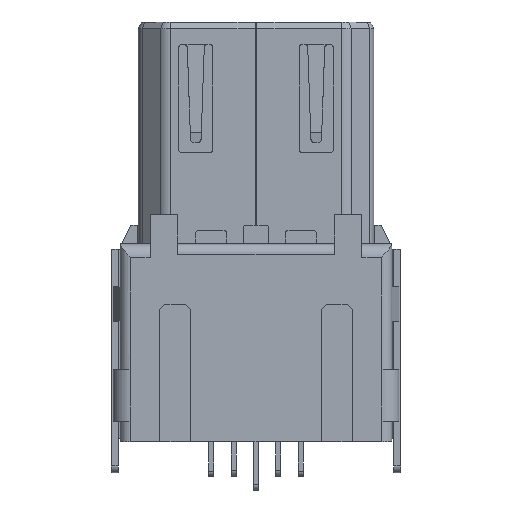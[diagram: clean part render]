
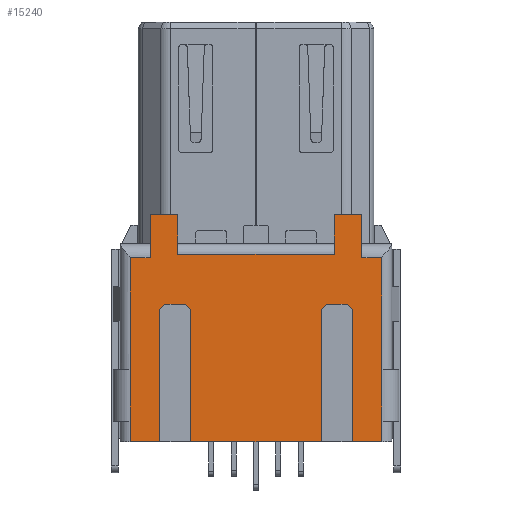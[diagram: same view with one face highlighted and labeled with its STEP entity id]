
A CAD part, front view. The second image highlights one B-rep face of the part: STEP entity #15240.
In plain terms, the highlighted planar face has unit normal (0, -1, 0).
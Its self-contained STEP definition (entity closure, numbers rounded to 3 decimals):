
#12610=CARTESIAN_POINT('',(-3.65,-2.05,-1.251));
#12620=VERTEX_POINT('',#12610);
#12890=CARTESIAN_POINT('',(-3.075,-2.05,-1.251));
#12900=VERTEX_POINT('',#12890);
#12930=CARTESIAN_POINT('',(-3.95,-2.05,-1.251));
#12940=DIRECTION('',(1.,0.,0.));
#12950=VECTOR('',#12940,1.);
#12960=LINE('',#12930,#12950);
#12970=EDGE_CURVE('',#12620,#12900,#12960,.T.);
#13020=CARTESIAN_POINT('',(0.,-2.05,-3.3));
#13030=DIRECTION('',(-0.,1.,0.));
#13040=DIRECTION('',(1.,0.,0.));
#13050=AXIS2_PLACEMENT_3D('',#13020,#13030,#13040);
#13060=PLANE('',#13050);
#13070=ORIENTED_EDGE('',*,*,#12970,.F.);
#13080=CARTESIAN_POINT('',(-3.075,-2.05,-0.3));
#13090=DIRECTION('',(0.,0.,-1.));
#13100=VECTOR('',#13090,1.);
#13110=LINE('',#13080,#13100);
#13120=CARTESIAN_POINT('',(-3.075,-2.05,0.));
#13130=VERTEX_POINT('',#13120);
#13140=EDGE_CURVE('',#13130,#12900,#13110,.T.);
#13150=ORIENTED_EDGE('',*,*,#13140,.T.);
#13160=CARTESIAN_POINT('',(-3.075,-2.05,0.));
#13170=DIRECTION('',(1.,0.,0.));
#13180=VECTOR('',#13170,1.);
#13190=LINE('',#13160,#13180);
#13200=CARTESIAN_POINT('',(-2.275,-2.05,0.));
#13210=VERTEX_POINT('',#13200);
#13220=EDGE_CURVE('',#13130,#13210,#13190,.T.);
#13230=ORIENTED_EDGE('',*,*,#13220,.F.);
#13240=CARTESIAN_POINT('',(-2.275,-2.05,-1.15));
#13250=DIRECTION('',(0.,0.,1.));
#13260=VECTOR('',#13250,1.);
#13270=LINE('',#13240,#13260);
#13280=CARTESIAN_POINT('',(-2.275,-2.05,-1.15));
#13290=VERTEX_POINT('',#13280);
#13300=EDGE_CURVE('',#13290,#13210,#13270,.T.);
#13310=ORIENTED_EDGE('',*,*,#13300,.T.);
#13320=CARTESIAN_POINT('',(2.275,-2.05,-1.15));
#13330=DIRECTION('',(-1.,0.,0.));
#13340=VECTOR('',#13330,1.);
#13350=LINE('',#13320,#13340);
#13360=CARTESIAN_POINT('',(2.275,-2.05,-1.15));
#13370=VERTEX_POINT('',#13360);
#13380=EDGE_CURVE('',#13370,#13290,#13350,.T.);
#13390=ORIENTED_EDGE('',*,*,#13380,.T.);
#13400=CARTESIAN_POINT('',(2.275,-2.05,-0.3));
#13410=DIRECTION('',(0.,0.,-1.));
#13420=VECTOR('',#13410,1.);
#13430=LINE('',#13400,#13420);
#13440=CARTESIAN_POINT('',(2.275,-2.05,0.));
#13450=VERTEX_POINT('',#13440);
#13460=EDGE_CURVE('',#13450,#13370,#13430,.T.);
#13470=ORIENTED_EDGE('',*,*,#13460,.T.);
#13480=CARTESIAN_POINT('',(2.275,-2.05,0.));
#13490=DIRECTION('',(1.,0.,0.));
#13500=VECTOR('',#13490,1.);
#13510=LINE('',#13480,#13500);
#13520=CARTESIAN_POINT('',(3.075,-2.05,0.));
#13530=VERTEX_POINT('',#13520);
#13540=EDGE_CURVE('',#13450,#13530,#13510,.T.);
#13550=ORIENTED_EDGE('',*,*,#13540,.F.);
#13560=CARTESIAN_POINT('',(3.075,-2.05,-1.25));
#13570=DIRECTION('',(0.,0.,1.));
#13580=VECTOR('',#13570,1.);
#13590=LINE('',#13560,#13580);
#13600=CARTESIAN_POINT('',(3.075,-2.05,-1.25));
#13610=VERTEX_POINT('',#13600);
#13620=EDGE_CURVE('',#13610,#13530,#13590,.T.);
#13630=ORIENTED_EDGE('',*,*,#13620,.T.);
#13640=CARTESIAN_POINT('',(3.95,-2.05,-1.25));
#13650=DIRECTION('',(-1.,0.,0.));
#13660=VECTOR('',#13650,1.);
#13670=LINE('',#13640,#13660);
#13680=CARTESIAN_POINT('',(3.65,-2.05,-1.25));
#13690=VERTEX_POINT('',#13680);
#13700=EDGE_CURVE('',#13690,#13610,#13670,.T.);
#13710=ORIENTED_EDGE('',*,*,#13700,.T.);
#13720=CARTESIAN_POINT('',(3.65,-2.05,-1.25));
#13730=DIRECTION('',(0.,0.,-1.));
#13740=VECTOR('',#13730,1.);
#13750=LINE('',#13720,#13740);
#13760=CARTESIAN_POINT('',(3.65,-2.05,-4.5));
#13770=VERTEX_POINT('',#13760);
#13780=EDGE_CURVE('',#13690,#13770,#13750,.T.);
#13790=ORIENTED_EDGE('',*,*,#13780,.F.);
#13800=CARTESIAN_POINT('',(3.65,-2.05,-4.5));
#13810=DIRECTION('',(0.,0.,-1.));
#13820=VECTOR('',#13810,1.);
#13830=LINE('',#13800,#13820);
#13840=CARTESIAN_POINT('',(3.65,-2.05,-6.));
#13850=VERTEX_POINT('',#13840);
#13860=EDGE_CURVE('',#13770,#13850,#13830,.T.);
#13870=ORIENTED_EDGE('',*,*,#13860,.F.);
#13880=CARTESIAN_POINT('',(3.65,-2.05,-6.));
#13890=DIRECTION('',(0.,0.,-1.));
#13900=VECTOR('',#13890,1.);
#13910=LINE('',#13880,#13900);
#13920=CARTESIAN_POINT('',(3.65,-2.05,-6.6));
#13930=VERTEX_POINT('',#13920);
#13940=EDGE_CURVE('',#13850,#13930,#13910,.T.);
#13950=ORIENTED_EDGE('',*,*,#13940,.F.);
#13960=CARTESIAN_POINT('',(3.65,-2.05,-6.6));
#13970=DIRECTION('',(-1.,0.,0.));
#13980=VECTOR('',#13970,1.);
#13990=LINE('',#13960,#13980);
#14000=CARTESIAN_POINT('',(2.8,-2.05,-6.6));
#14010=VERTEX_POINT('',#14000);
#14020=EDGE_CURVE('',#13930,#14010,#13990,.T.);
#14030=ORIENTED_EDGE('',*,*,#14020,.F.);
#14040=CARTESIAN_POINT('',(2.8,-2.05,-2.75));
#14050=DIRECTION('',(0.,0.,-1.));
#14060=VECTOR('',#14050,1.);
#14070=LINE('',#14040,#14060);
#14080=CARTESIAN_POINT('',(2.8,-2.05,-2.75));
#14090=VERTEX_POINT('',#14080);
#14100=EDGE_CURVE('',#14090,#14010,#14070,.T.);
#14110=ORIENTED_EDGE('',*,*,#14100,.T.);
#14120=CARTESIAN_POINT('',(2.8,-2.05,-2.75));
#14130=DIRECTION('',(-0.707,0.,0.707));
#14140=VECTOR('',#14130,1.);
#14150=LINE('',#14120,#14140);
#14160=CARTESIAN_POINT('',(2.65,-2.05,-2.6));
#14170=VERTEX_POINT('',#14160);
#14180=EDGE_CURVE('',#14090,#14170,#14150,.T.);
#14190=ORIENTED_EDGE('',*,*,#14180,.F.);
#14200=CARTESIAN_POINT('',(2.05,-2.05,-2.6));
#14210=DIRECTION('',(1.,0.,0.));
#14220=VECTOR('',#14210,1.);
#14230=LINE('',#14200,#14220);
#14240=CARTESIAN_POINT('',(2.05,-2.05,-2.6));
#14250=VERTEX_POINT('',#14240);
#14260=EDGE_CURVE('',#14250,#14170,#14230,.T.);
#14270=ORIENTED_EDGE('',*,*,#14260,.T.);
#14280=CARTESIAN_POINT('',(2.05,-2.05,-2.6));
#14290=DIRECTION('',(-0.707,0.,-0.707));
#14300=VECTOR('',#14290,1.);
#14310=LINE('',#14280,#14300);
#14320=CARTESIAN_POINT('',(1.9,-2.05,-2.75));
#14330=VERTEX_POINT('',#14320);
#14340=EDGE_CURVE('',#14250,#14330,#14310,.T.);
#14350=ORIENTED_EDGE('',*,*,#14340,.F.);
#14360=CARTESIAN_POINT('',(1.9,-2.05,-6.6));
#14370=DIRECTION('',(0.,0.,1.));
#14380=VECTOR('',#14370,1.);
#14390=LINE('',#14360,#14380);
#14400=CARTESIAN_POINT('',(1.9,-2.05,-6.6));
#14410=VERTEX_POINT('',#14400);
#14420=EDGE_CURVE('',#14410,#14330,#14390,.T.);
#14430=ORIENTED_EDGE('',*,*,#14420,.T.);
#14440=CARTESIAN_POINT('',(1.9,-2.05,-6.6));
#14450=DIRECTION('',(-1.,0.,0.));
#14460=VECTOR('',#14450,1.);
#14470=LINE('',#14440,#14460);
#14480=CARTESIAN_POINT('',(-1.9,-2.05,-6.6));
#14490=VERTEX_POINT('',#14480);
#14500=EDGE_CURVE('',#14410,#14490,#14470,.T.);
#14510=ORIENTED_EDGE('',*,*,#14500,.F.);
#14520=CARTESIAN_POINT('',(-1.9,-2.05,-2.75));
#14530=DIRECTION('',(0.,0.,-1.));
#14540=VECTOR('',#14530,1.);
#14550=LINE('',#14520,#14540);
#14560=CARTESIAN_POINT('',(-1.9,-2.05,-2.75));
#14570=VERTEX_POINT('',#14560);
#14580=EDGE_CURVE('',#14570,#14490,#14550,.T.);
#14590=ORIENTED_EDGE('',*,*,#14580,.T.);
#14600=CARTESIAN_POINT('',(-1.9,-2.05,-2.75));
#14610=DIRECTION('',(-0.707,0.,0.707));
#14620=VECTOR('',#14610,1.);
#14630=LINE('',#14600,#14620);
#14640=CARTESIAN_POINT('',(-2.05,-2.05,-2.6));
#14650=VERTEX_POINT('',#14640);
#14660=EDGE_CURVE('',#14570,#14650,#14630,.T.);
#14670=ORIENTED_EDGE('',*,*,#14660,.F.);
#14680=CARTESIAN_POINT('',(-2.65,-2.05,-2.6));
#14690=DIRECTION('',(1.,0.,0.));
#14700=VECTOR('',#14690,1.);
#14710=LINE('',#14680,#14700);
#14720=CARTESIAN_POINT('',(-2.65,-2.05,-2.6));
#14730=VERTEX_POINT('',#14720);
#14740=EDGE_CURVE('',#14730,#14650,#14710,.T.);
#14750=ORIENTED_EDGE('',*,*,#14740,.T.);
#14760=CARTESIAN_POINT('',(-2.65,-2.05,-2.6));
#14770=DIRECTION('',(-0.707,0.,-0.707));
#14780=VECTOR('',#14770,1.);
#14790=LINE('',#14760,#14780);
#14800=CARTESIAN_POINT('',(-2.8,-2.05,-2.75));
#14810=VERTEX_POINT('',#14800);
#14820=EDGE_CURVE('',#14730,#14810,#14790,.T.);
#14830=ORIENTED_EDGE('',*,*,#14820,.F.);
#14840=CARTESIAN_POINT('',(-2.8,-2.05,-6.6));
#14850=DIRECTION('',(0.,0.,1.));
#14860=VECTOR('',#14850,1.);
#14870=LINE('',#14840,#14860);
#14880=CARTESIAN_POINT('',(-2.8,-2.05,-6.6));
#14890=VERTEX_POINT('',#14880);
#14900=EDGE_CURVE('',#14890,#14810,#14870,.T.);
#14910=ORIENTED_EDGE('',*,*,#14900,.T.);
#14920=CARTESIAN_POINT('',(-2.8,-2.05,-6.6));
#14930=DIRECTION('',(-1.,0.,0.));
#14940=VECTOR('',#14930,1.);
#14950=LINE('',#14920,#14940);
#14960=CARTESIAN_POINT('',(-3.65,-2.05,-6.6));
#14970=VERTEX_POINT('',#14960);
#14980=EDGE_CURVE('',#14890,#14970,#14950,.T.);
#14990=ORIENTED_EDGE('',*,*,#14980,.F.);
#15000=CARTESIAN_POINT('',(-3.65,-2.05,-6.6));
#15010=DIRECTION('',(0.,0.,1.));
#15020=VECTOR('',#15010,1.);
#15030=LINE('',#15000,#15020);
#15040=CARTESIAN_POINT('',(-3.65,-2.05,-6.));
#15050=VERTEX_POINT('',#15040);
#15060=EDGE_CURVE('',#14970,#15050,#15030,.T.);
#15070=ORIENTED_EDGE('',*,*,#15060,.F.);
#15080=CARTESIAN_POINT('',(-3.65,-2.05,-6.));
#15090=DIRECTION('',(0.,0.,1.));
#15100=VECTOR('',#15090,1.);
#15110=LINE('',#15080,#15100);
#15120=CARTESIAN_POINT('',(-3.65,-2.05,-4.5));
#15130=VERTEX_POINT('',#15120);
#15140=EDGE_CURVE('',#15050,#15130,#15110,.T.);
#15150=ORIENTED_EDGE('',*,*,#15140,.F.);
#15160=CARTESIAN_POINT('',(-3.65,-2.05,-4.5));
#15170=DIRECTION('',(0.,0.,1.));
#15180=VECTOR('',#15170,1.);
#15190=LINE('',#15160,#15180);
#15200=EDGE_CURVE('',#15130,#12620,#15190,.T.);
#15210=ORIENTED_EDGE('',*,*,#15200,.F.);
#15220=EDGE_LOOP('',(#15210,#15150,#15070,#14990,#14910,#14830,#14750,
#14670,#14590,#14510,#14430,#14350,#14270,#14190,#14110,#14030,#13950,
#13870,#13790,#13710,#13630,#13550,#13470,#13390,#13310,#13230,#13150,
#13070));
#15230=FACE_OUTER_BOUND('',#15220,.T.);
#15240=ADVANCED_FACE('',(#15230),#13060,.F.);
